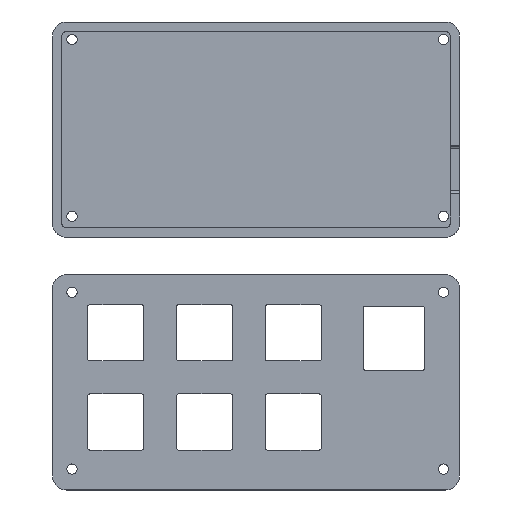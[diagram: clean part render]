
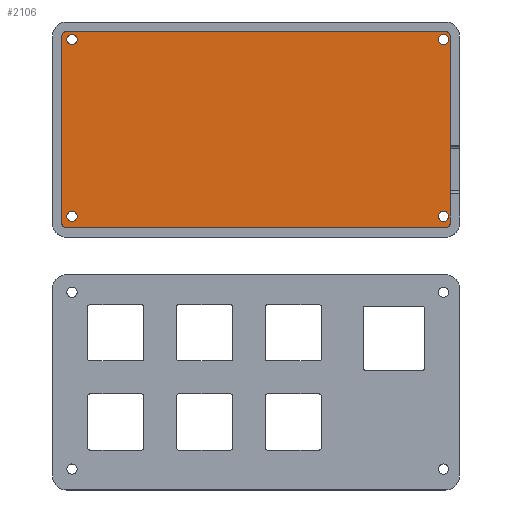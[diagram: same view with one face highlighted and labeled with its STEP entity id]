
A CAD part, top view. The second image highlights one B-rep face of the part: STEP entity #2106.
In plain terms, the highlighted planar face has unit normal (0, 0, 1).
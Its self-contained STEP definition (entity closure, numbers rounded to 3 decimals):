
#74=FACE_BOUND('',#237,.T.);
#75=FACE_BOUND('',#238,.T.);
#76=FACE_BOUND('',#239,.T.);
#77=FACE_BOUND('',#240,.T.);
#123=FACE_OUTER_BOUND('',#236,.T.);
#236=EDGE_LOOP('',(#1525,#1526,#1527,#1528,#1529,#1530,#1531,#1532));
#237=EDGE_LOOP('',(#1533));
#238=EDGE_LOOP('',(#1534));
#239=EDGE_LOOP('',(#1535));
#240=EDGE_LOOP('',(#1536));
#360=CIRCLE('',#2225,1.1);
#361=CIRCLE('',#2227,1.1);
#362=CIRCLE('',#2229,1.1);
#363=CIRCLE('',#2231,1.1);
#372=CIRCLE('',#2249,1.);
#373=CIRCLE('',#2252,1.);
#374=CIRCLE('',#2257,1.);
#375=CIRCLE('',#2258,1.);
#484=LINE('',#3163,#693);
#493=LINE('',#3192,#702);
#497=LINE('',#3201,#706);
#501=LINE('',#3214,#710);
#693=VECTOR('',#2520,10.);
#702=VECTOR('',#2545,10.);
#706=VECTOR('',#2555,10.);
#710=VECTOR('',#2573,10.);
#895=VERTEX_POINT('',#3120);
#896=VERTEX_POINT('',#3124);
#897=VERTEX_POINT('',#3128);
#898=VERTEX_POINT('',#3132);
#906=VERTEX_POINT('',#3160);
#907=VERTEX_POINT('',#3162);
#918=VERTEX_POINT('',#3189);
#919=VERTEX_POINT('',#3191);
#920=VERTEX_POINT('',#3195);
#921=VERTEX_POINT('',#3199);
#922=VERTEX_POINT('',#3211);
#923=VERTEX_POINT('',#3213);
#1109=EDGE_CURVE('',#895,#895,#360,.T.);
#1111=EDGE_CURVE('',#896,#896,#361,.T.);
#1113=EDGE_CURVE('',#897,#897,#362,.T.);
#1115=EDGE_CURVE('',#898,#898,#363,.T.);
#1130=EDGE_CURVE('',#906,#907,#484,.T.);
#1145=EDGE_CURVE('',#918,#919,#493,.T.);
#1148=EDGE_CURVE('',#918,#920,#372,.T.);
#1150=EDGE_CURVE('',#921,#920,#497,.T.);
#1151=EDGE_CURVE('',#921,#907,#373,.T.);
#1155=EDGE_CURVE('',#906,#922,#374,.T.);
#1156=EDGE_CURVE('',#923,#922,#501,.T.);
#1157=EDGE_CURVE('',#923,#919,#375,.T.);
#1525=ORIENTED_EDGE('',*,*,#1130,.F.);
#1526=ORIENTED_EDGE('',*,*,#1155,.T.);
#1527=ORIENTED_EDGE('',*,*,#1156,.F.);
#1528=ORIENTED_EDGE('',*,*,#1157,.T.);
#1529=ORIENTED_EDGE('',*,*,#1145,.F.);
#1530=ORIENTED_EDGE('',*,*,#1148,.T.);
#1531=ORIENTED_EDGE('',*,*,#1150,.F.);
#1532=ORIENTED_EDGE('',*,*,#1151,.T.);
#1533=ORIENTED_EDGE('',*,*,#1109,.T.);
#1534=ORIENTED_EDGE('',*,*,#1111,.T.);
#1535=ORIENTED_EDGE('',*,*,#1113,.T.);
#1536=ORIENTED_EDGE('',*,*,#1115,.T.);
#2038=PLANE('',#2256);
#2106=ADVANCED_FACE('',(#123,#74,#75,#76,#77),#2038,.F.);
#2225=AXIS2_PLACEMENT_3D('',#3121,#2475,#2476);
#2227=AXIS2_PLACEMENT_3D('',#3125,#2480,#2481);
#2229=AXIS2_PLACEMENT_3D('',#3129,#2485,#2486);
#2231=AXIS2_PLACEMENT_3D('',#3133,#2490,#2491);
#2249=AXIS2_PLACEMENT_3D('',#3197,#2550,#2551);
#2252=AXIS2_PLACEMENT_3D('',#3203,#2558,#2559);
#2256=AXIS2_PLACEMENT_3D('',#3210,#2569,#2570);
#2257=AXIS2_PLACEMENT_3D('',#3212,#2571,#2572);
#2258=AXIS2_PLACEMENT_3D('',#3215,#2574,#2575);
#2475=DIRECTION('center_axis',(0.,0.,-1.));
#2476=DIRECTION('ref_axis',(-1.,0.,0.));
#2480=DIRECTION('center_axis',(0.,0.,-1.));
#2481=DIRECTION('ref_axis',(-1.,0.,0.));
#2485=DIRECTION('center_axis',(0.,0.,-1.));
#2486=DIRECTION('ref_axis',(-1.,0.,0.));
#2490=DIRECTION('center_axis',(0.,0.,-1.));
#2491=DIRECTION('ref_axis',(-1.,0.,0.));
#2520=DIRECTION('',(0.,-1.,0.));
#2545=DIRECTION('',(0.,1.,0.));
#2550=DIRECTION('center_axis',(0.,0.,1.));
#2551=DIRECTION('ref_axis',(-0.707,-0.707,0.));
#2555=DIRECTION('',(-1.,0.,0.));
#2558=DIRECTION('center_axis',(0.,0.,1.));
#2559=DIRECTION('ref_axis',(0.707,-0.707,0.));
#2569=DIRECTION('center_axis',(0.,0.,-1.));
#2570=DIRECTION('ref_axis',(-1.,0.,0.));
#2571=DIRECTION('center_axis',(0.,0.,1.));
#2572=DIRECTION('ref_axis',(0.707,0.707,0.));
#2573=DIRECTION('',(1.,0.,0.));
#2574=DIRECTION('center_axis',(0.,0.,1.));
#2575=DIRECTION('ref_axis',(-0.707,0.707,0.));
#3120=CARTESIAN_POINT('',(122.265,-99.535,-4.));
#3121=CARTESIAN_POINT('Origin',(121.165,-99.535,-4.));
#3124=CARTESIAN_POINT('',(122.265,-61.735,-4.));
#3125=CARTESIAN_POINT('Origin',(121.165,-61.735,-4.));
#3128=CARTESIAN_POINT('',(201.665,-61.735,-4.));
#3129=CARTESIAN_POINT('Origin',(200.565,-61.735,-4.));
#3132=CARTESIAN_POINT('',(201.665,-99.535,-4.));
#3133=CARTESIAN_POINT('Origin',(200.565,-99.535,-4.));
#3160=CARTESIAN_POINT('',(202.,-61.,-4.));
#3162=CARTESIAN_POINT('',(202.,-101.,-4.));
#3163=CARTESIAN_POINT('',(202.,-102.,-4.));
#3189=CARTESIAN_POINT('',(119.,-101.,-4.));
#3191=CARTESIAN_POINT('',(119.,-61.,-4.));
#3192=CARTESIAN_POINT('',(119.,-60.,-4.));
#3195=CARTESIAN_POINT('',(120.,-102.,-4.));
#3197=CARTESIAN_POINT('Origin',(120.,-101.,-4.));
#3199=CARTESIAN_POINT('',(201.,-102.,-4.));
#3201=CARTESIAN_POINT('',(119.,-102.,-4.));
#3203=CARTESIAN_POINT('Origin',(201.,-101.,-4.));
#3210=CARTESIAN_POINT('Origin',(160.5,-81.,-4.));
#3211=CARTESIAN_POINT('',(201.,-60.,-4.));
#3212=CARTESIAN_POINT('Origin',(201.,-61.,-4.));
#3213=CARTESIAN_POINT('',(120.,-60.,-4.));
#3214=CARTESIAN_POINT('',(202.,-60.,-4.));
#3215=CARTESIAN_POINT('Origin',(120.,-61.,-4.));
